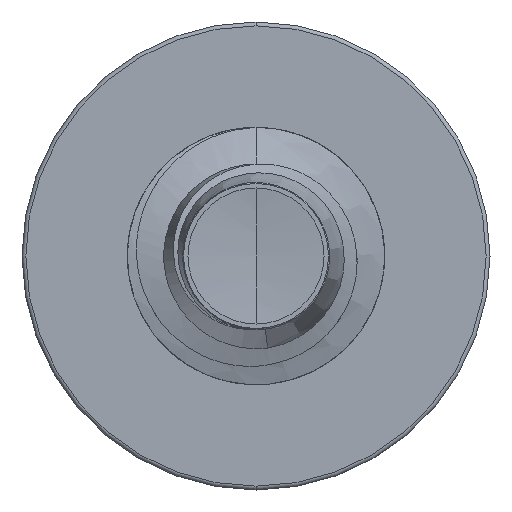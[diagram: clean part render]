
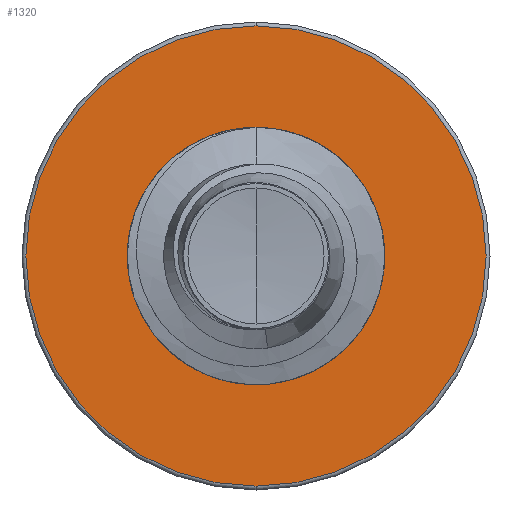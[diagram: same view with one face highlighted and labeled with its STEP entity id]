
A CAD part, front view. The second image highlights one B-rep face of the part: STEP entity #1320.
In plain terms, the highlighted planar face has unit normal (0, -1, 0).
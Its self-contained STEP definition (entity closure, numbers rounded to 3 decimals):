
#120 = DIRECTION ( 'NONE',  ( 0., 1., 0. ) ) ;
#190 = EDGE_CURVE ( 'NONE', #3073, #11609, #3206, .T. ) ;
#457 = CARTESIAN_POINT ( 'NONE',  ( 0., 5.5, -1.05 ) ) ;
#539 = PLANE ( 'NONE',  #5518 ) ;
#589 = DIRECTION ( 'NONE',  ( 0., 0., 1. ) ) ;
#632 = AXIS2_PLACEMENT_3D ( 'NONE', #763, #3652, #6803 ) ;
#763 = CARTESIAN_POINT ( 'NONE',  ( 0., 5.5, 0. ) ) ;
#1320 = ADVANCED_FACE ( 'NONE', ( #12952, #12596 ), #539, .F. ) ;
#1569 = EDGE_CURVE ( 'NONE', #5017, #10609, #4028, .T. ) ;
#1701 = ORIENTED_EDGE ( 'NONE', *, *, #6079, .T. ) ;
#2253 = CARTESIAN_POINT ( 'NONE',  ( 0., 5.5, -1.05 ) ) ;
#2879 = EDGE_LOOP ( 'NONE', ( #7397, #3452 ) ) ;
#2897 = DIRECTION ( 'NONE',  ( 0., 0., 1. ) ) ;
#3073 = VERTEX_POINT ( 'NONE', #4081 ) ;
#3143 = DIRECTION ( 'NONE',  ( 0., 1., 0. ) ) ;
#3206 = CIRCLE ( 'NONE', #632, 1.967 ) ;
#3452 = ORIENTED_EDGE ( 'NONE', *, *, #190, .F. ) ;
#3607 = DIRECTION ( 'NONE',  ( 0., 1., 0. ) ) ;
#3650 = AXIS2_PLACEMENT_3D ( 'NONE', #6737, #120, #7851 ) ;
#3652 = DIRECTION ( 'NONE',  ( 0., 1., 0. ) ) ;
#4028 = CIRCLE ( 'NONE', #6272, 1.05 ) ;
#4081 = CARTESIAN_POINT ( 'NONE',  ( 0., 5.5, -1.967 ) ) ;
#4876 = CARTESIAN_POINT ( 'NONE',  ( 0., 5.5, 0. ) ) ;
#5017 = VERTEX_POINT ( 'NONE', #10097 ) ;
#5069 = DIRECTION ( 'NONE',  ( 0., 1., 0. ) ) ;
#5518 = AXIS2_PLACEMENT_3D ( 'NONE', #457, #5069, #2897 ) ;
#6079 = EDGE_CURVE ( 'NONE', #10609, #5017, #8936, .T. ) ;
#6272 = AXIS2_PLACEMENT_3D ( 'NONE', #4876, #3143, #589 ) ;
#6737 = CARTESIAN_POINT ( 'NONE',  ( 0., 5.5, 0. ) ) ;
#6803 = DIRECTION ( 'NONE',  ( 0., 0., 1. ) ) ;
#6930 = AXIS2_PLACEMENT_3D ( 'NONE', #10280, #3607, #11431 ) ;
#7397 = ORIENTED_EDGE ( 'NONE', *, *, #7607, .F. ) ;
#7537 = CIRCLE ( 'NONE', #3650, 1.967 ) ;
#7607 = EDGE_CURVE ( 'NONE', #11609, #3073, #7537, .T. ) ;
#7851 = DIRECTION ( 'NONE',  ( 0., 0., 1. ) ) ;
#8050 = CARTESIAN_POINT ( 'NONE',  ( 0., 5.5, 1.967 ) ) ;
#8936 = CIRCLE ( 'NONE', #6930, 1.05 ) ;
#10097 = CARTESIAN_POINT ( 'NONE',  ( 0., 5.5, 1.05 ) ) ;
#10257 = ORIENTED_EDGE ( 'NONE', *, *, #1569, .T. ) ;
#10280 = CARTESIAN_POINT ( 'NONE',  ( 0., 5.5, 0. ) ) ;
#10609 = VERTEX_POINT ( 'NONE', #2253 ) ;
#11431 = DIRECTION ( 'NONE',  ( 0., 0., 1. ) ) ;
#11609 = VERTEX_POINT ( 'NONE', #8050 ) ;
#12176 = EDGE_LOOP ( 'NONE', ( #10257, #1701 ) ) ;
#12596 = FACE_BOUND ( 'NONE', #12176, .T. ) ;
#12952 = FACE_OUTER_BOUND ( 'NONE', #2879, .T. ) ;
